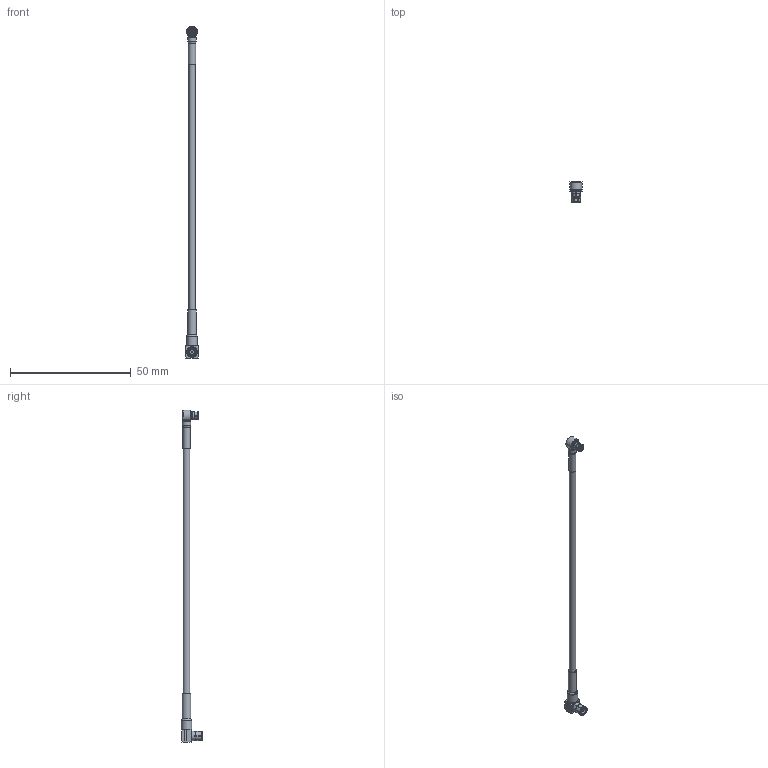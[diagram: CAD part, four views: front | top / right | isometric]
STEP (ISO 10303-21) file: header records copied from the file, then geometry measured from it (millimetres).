
FILE_DESCRIPTION (( 'STEP AP203' ), '1' );
FILE_NAME ('PE3C0645LF_3D.step', '2022-02-17T18:09:15', ( '' ), ( '' ), 'SwSTEP 2.0', 'SolidWorks 2021', '' );
FILE_SCHEMA (( 'CONFIG_CONTROL_DESIGN' ));
Length unit declared in the file: inch
Products named in the file (4): PE44698^PE3C0645LF_Heat Shrink sr405-sr086; PE-SR405FLJ^PE3C0645LF_PE-SR405FLJ; PE44275^PE3C0645LF_Heat Shrink; PE3C0645LF_3D
Assembly tree (3 placements, depth 2):
  PE3C0645LF_3D
    PE-SR405FLJ^PE3C0645LF_PE-SR405FLJ
    PE44275^PE3C0645LF_Heat Shrink
    PE44698^PE3C0645LF_Heat Shrink sr405-sr086
Bounding box: 5 x 8.9 x 137.59 mm (x, y, z)
Volume: 1042.1 mm3; surface area: 1743.4 mm2
Topology: 6 solids, 8 shells, 358 faces, 928 edges, 608 vertices
Faces by surface type: plane 254, cylinder 51, cone 42, bspline 9, torus 2
Full cylindrical faces by diameter (mm): 0.508 x1, 0.927 x1, 1.651 x1, 1.672 x1, 2.032 x1, 2.146 x1, 2.159 x1, 2.286 x1, 2.438 x1, 2.501 x1, 2.54 x1, 2.642 x1, 2.667 x1, 2.794 x1, 2.863 x1, 2.946 x1, 3.378 x1, 3.409 x1, 3.429 x1, 3.607 x1, 3.937 x1, 4.369 x1, 4.775 x1
Entity records: 11489 total; most frequent: CARTESIAN_POINT 2824, ORIENTED_EDGE 1750, DIRECTION 1594, EDGE_CURVE 875, VERTEX_POINT 597, VECTOR 552, LINE 552, AXIS2_PLACEMENT_3D 521
